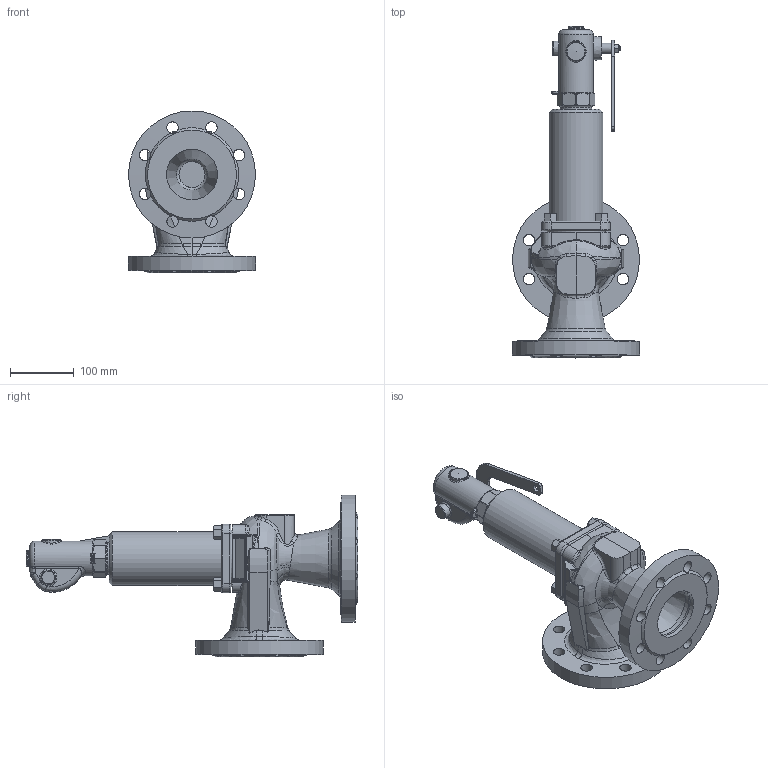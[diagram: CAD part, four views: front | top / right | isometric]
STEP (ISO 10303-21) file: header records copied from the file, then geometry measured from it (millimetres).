
FILE_DESCRIPTION(/* description */ (''),/* implementation_level */ '2;1');
FILE_NAME(/* name */ 'AT4511_105602.step',/* time_stamp */ '2025-08-06T15:20:18+02:00',/* author */ (''),/* organization */ (''),/* preprocessor_version */ 'ST-DEVELOPER v20.1',/* originating_system */ 'Autodesk Translation Framework v14.10.0.0',/* authorisation */ '');
FILE_SCHEMA (('AUTOMOTIVE_DESIGN { 1 0 10303 214 3 1 1 }'));
Products named in the file (9): 433-DN80-PN40-H4_ASM; 105-2209-06-B01; 141-2309-05-B01; 150-0959-9000_ASM; 155-0909-05-B01; 159-0409-07-B01; 191-0809-06; M8_DIN934; M12_DIN934
Assembly tree (11 placements, depth 3):
  433-DN80-PN40-H4_ASM
    105-2209-06-B01
    141-2309-05-B01
    M12_DIN934  x4
    150-0959-9000_ASM
      155-0909-05-B01
      159-0409-07-B01
      191-0809-06
      M8_DIN934
Bounding box: 200 x 522.5 x 255 mm (x, y, z)
Volume: 2818519.5 mm3; surface area: 520512.2 mm2
Topology: 10 solids, 10 shells, 825 faces, 1964 edges, 1158 vertices
Faces by surface type: bspline 305, cylinder 190, plane 156, cone 110, torus 41, sphere 23
Full cylindrical faces by diameter (mm): 8 x2, 10 x1, 10.4 x1, 11 x1, 12 x4, 14 x4, 16 x3, 16.5 x2, 18 x16, 20 x3, 21 x1, 24 x2, 25 x1, 25.2 x1, 40 x1, 41 x1, 42 x1, 42.5 x1, 45 x1, 50 x1, 55 x1, 73 x1, 76 x1, 78 x1, 80 x2, 82 x2, 84 x1, 85 x1, 90 x2, 200 x2
Entity records: 61257 total; most frequent: CARTESIAN_POINT 45942, ORIENTED_EDGE 3542, DIRECTION 2649, EDGE_CURVE 1771, AXIS2_PLACEMENT_3D 1117, VERTEX_POINT 1044, EDGE_LOOP 801, FACE_OUTER_BOUND 744
